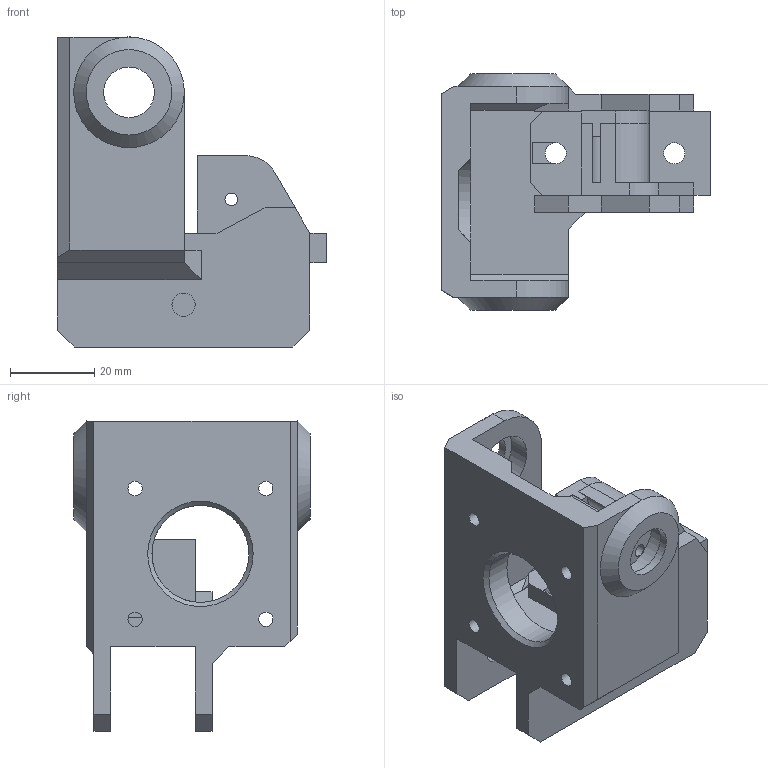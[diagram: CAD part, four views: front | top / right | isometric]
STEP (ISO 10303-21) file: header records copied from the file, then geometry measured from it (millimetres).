
FILE_DESCRIPTION(/* description */ (''),/* implementation_level */ '2;1');
FILE_NAME(/* name */ 'Worm Gear Buddy.step',/* time_stamp */ '2018-05-04T17:55:13+02:00',/* author */ (''),/* organization */ (''),/* preprocessor_version */ 'ST-DEVELOPER v17',/* originating_system */ 'Autodesk Translation Framework v7.1.0.215',/* authorisation */ '');
FILE_SCHEMA (('AUTOMOTIVE_DESIGN { 1 0 10303 214 3 1 1 }'));
Length unit declared in the file: millimetre
Products named in the file (3): Worm Gear Buddy; Z Belt Anchor M; Z Belt Lock M
Assembly tree (2 placements, depth 2):
  Worm Gear Buddy
    Z Belt Anchor M
    Z Belt Lock M
Bounding box: 63.88 x 56 x 73.52 mm (x, y, z)
Volume: 48262.4 mm3; surface area: 27233.9 mm2
Topology: 3 solids, 3 shells, 130 faces, 354 edges, 234 vertices
Faces by surface type: plane 93, cylinder 33, cone 4
Full cylindrical faces by diameter (mm): 3 x1, 3.4 x5, 5 x3, 5.5 x3, 7 x5, 7.2 x1, 12 x2, 16.25 x2, 23 x1
Entity records: 4263 total; most frequent: CARTESIAN_POINT 723, DIRECTION 720, ORIENTED_EDGE 708, EDGE_CURVE 354, LINE 258, VECTOR 258, VERTEX_POINT 234, AXIS2_PLACEMENT_3D 231
